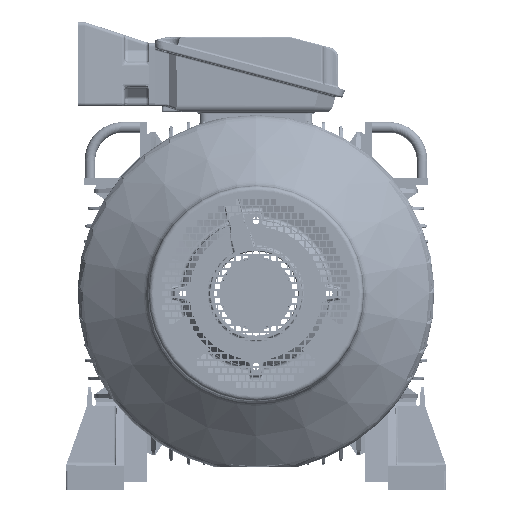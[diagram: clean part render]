
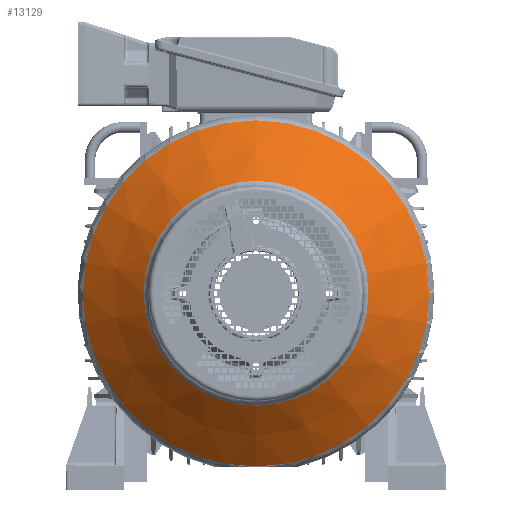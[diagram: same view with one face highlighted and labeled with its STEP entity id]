
A CAD part, left-side view. The second image highlights one B-rep face of the part: STEP entity #13129.
In plain terms, the highlighted conical face has half-angle 49.831 degrees and reference radius 160.199 mm.
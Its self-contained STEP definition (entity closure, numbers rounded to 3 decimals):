
#13129 = ADVANCED_FACE( '', ( #30100, #30101 ), #30102, .T. );
#30100 = FACE_OUTER_BOUND( '', #99568, .T. );
#30101 = FACE_BOUND( '', #99569, .T. );
#30102 = CONICAL_SURFACE( '', #99570, 160.199, 0.87 );
#99568 = EDGE_LOOP( '', ( #184916 ) );
#99569 = EDGE_LOOP( '', ( #184917 ) );
#99570 = AXIS2_PLACEMENT_3D( '', #184918, #184919, #184920 );
#184916 = ORIENTED_EDGE( '', *, *, #229813, .T. );
#184917 = ORIENTED_EDGE( '', *, *, #229814, .F. );
#184918 = CARTESIAN_POINT( '', ( -712.382, 0., 0. ) );
#184919 = DIRECTION( '', ( 1., 0., 0. ) );
#184920 = DIRECTION( '', ( 0., 0., -1. ) );
#229813 = EDGE_CURVE( '', #263568, #263568, #263569, .T. );
#229814 = EDGE_CURVE( '', #263570, #263570, #263571, .T. );
#263568 = VERTEX_POINT( '', #350571 );
#263569 = CIRCLE( '', #350572, 246.433 );
#263570 = VERTEX_POINT( '', #350573 );
#263571 = CIRCLE( '', #350574, 160.199 );
#350571 = CARTESIAN_POINT( '', ( -639.59, 0., 246.433 ) );
#350572 = AXIS2_PLACEMENT_3D( '', #392533, #392534, #392535 );
#350573 = CARTESIAN_POINT( '', ( -712.382, 0., 160.199 ) );
#350574 = AXIS2_PLACEMENT_3D( '', #392536, #392537, #392538 );
#392533 = CARTESIAN_POINT( '', ( -639.59, 0., 0. ) );
#392534 = DIRECTION( '', ( -1., 0., 0. ) );
#392535 = DIRECTION( '', ( 0., 0., 1. ) );
#392536 = CARTESIAN_POINT( '', ( -712.382, 0., 0. ) );
#392537 = DIRECTION( '', ( -1., 0., 0. ) );
#392538 = DIRECTION( '', ( 0., 0., 1. ) );
